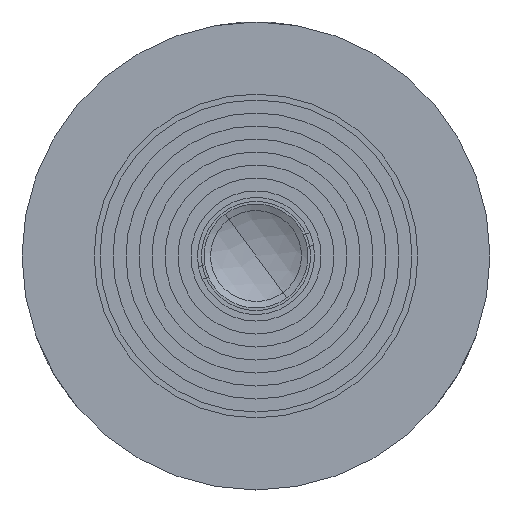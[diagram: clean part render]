
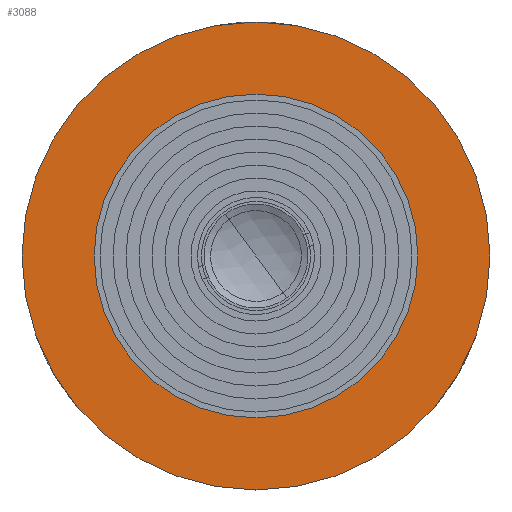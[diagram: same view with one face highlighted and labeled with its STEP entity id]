
A CAD part, left-side view. The second image highlights one B-rep face of the part: STEP entity #3088.
In plain terms, the highlighted planar face has unit normal (-1, 0, 0).
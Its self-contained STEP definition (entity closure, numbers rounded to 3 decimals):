
#360 = EDGE_CURVE ( 'NONE', #1404, #3098, #1620, .T. ) ;
#612 = DIRECTION ( 'NONE',  ( 0., 0., 1. ) ) ;
#818 = EDGE_CURVE ( 'NONE', #822, #3122, #1816, .T. ) ;
#822 = VERTEX_POINT ( 'NONE', #2296 ) ;
#866 = DIRECTION ( 'NONE',  ( -1., 0., 0. ) ) ;
#898 = DIRECTION ( 'NONE',  ( -1., 0., 0. ) ) ;
#1193 = AXIS2_PLACEMENT_3D ( 'NONE', #1440, #898, #612 ) ;
#1243 = EDGE_CURVE ( 'NONE', #3122, #822, #3433, .T. ) ;
#1307 = CARTESIAN_POINT ( 'NONE',  ( 0., 0., -18. ) ) ;
#1377 = CARTESIAN_POINT ( 'NONE',  ( 0., 0., 18. ) ) ;
#1404 = VERTEX_POINT ( 'NONE', #1307 ) ;
#1405 = ORIENTED_EDGE ( 'NONE', *, *, #360, .T. ) ;
#1428 = CARTESIAN_POINT ( 'NONE',  ( 0., 0., 0. ) ) ;
#1440 = CARTESIAN_POINT ( 'NONE',  ( 0., 0., 0. ) ) ;
#1444 = AXIS2_PLACEMENT_3D ( 'NONE', #2930, #2630, #1860 ) ;
#1528 = DIRECTION ( 'NONE',  ( -1., 0., 0. ) ) ;
#1576 = EDGE_LOOP ( 'NONE', ( #2742, #1857 ) ) ;
#1620 = CIRCLE ( 'NONE', #1444, 18. ) ;
#1631 = FACE_OUTER_BOUND ( 'NONE', #2584, .T. ) ;
#1716 = CIRCLE ( 'NONE', #2402, 18. ) ;
#1816 = CIRCLE ( 'NONE', #1193, 12.45 ) ;
#1857 = ORIENTED_EDGE ( 'NONE', *, *, #1243, .F. ) ;
#1860 = DIRECTION ( 'NONE',  ( 0., 0., 1. ) ) ;
#1963 = EDGE_CURVE ( 'NONE', #3098, #1404, #1716, .T. ) ;
#1966 = DIRECTION ( 'NONE',  ( 0., 0., 1. ) ) ;
#2074 = AXIS2_PLACEMENT_3D ( 'NONE', #2911, #3460, #2093 ) ;
#2093 = DIRECTION ( 'NONE',  ( 0., 0., -1. ) ) ;
#2164 = FACE_BOUND ( 'NONE', #1576, .T. ) ;
#2182 = CARTESIAN_POINT ( 'NONE',  ( 0., 0., -12.45 ) ) ;
#2296 = CARTESIAN_POINT ( 'NONE',  ( 0., 0., 12.45 ) ) ;
#2402 = AXIS2_PLACEMENT_3D ( 'NONE', #1428, #866, #1966 ) ;
#2581 = DIRECTION ( 'NONE',  ( 0., 0., 1. ) ) ;
#2584 = EDGE_LOOP ( 'NONE', ( #2899, #1405 ) ) ;
#2630 = DIRECTION ( 'NONE',  ( -1., 0., 0. ) ) ;
#2720 = PLANE ( 'NONE',  #2074 ) ;
#2742 = ORIENTED_EDGE ( 'NONE', *, *, #818, .F. ) ;
#2883 = CARTESIAN_POINT ( 'NONE',  ( 0., 0., 0. ) ) ;
#2899 = ORIENTED_EDGE ( 'NONE', *, *, #1963, .T. ) ;
#2911 = CARTESIAN_POINT ( 'NONE',  ( 0., 18., 0. ) ) ;
#2930 = CARTESIAN_POINT ( 'NONE',  ( 0., 0., 0. ) ) ;
#3088 = ADVANCED_FACE ( 'NONE', ( #2164, #1631 ), #2720, .F. ) ;
#3098 = VERTEX_POINT ( 'NONE', #1377 ) ;
#3122 = VERTEX_POINT ( 'NONE', #2182 ) ;
#3193 = AXIS2_PLACEMENT_3D ( 'NONE', #2883, #1528, #2581 ) ;
#3433 = CIRCLE ( 'NONE', #3193, 12.45 ) ;
#3460 = DIRECTION ( 'NONE',  ( 1., 0., 0. ) ) ;
